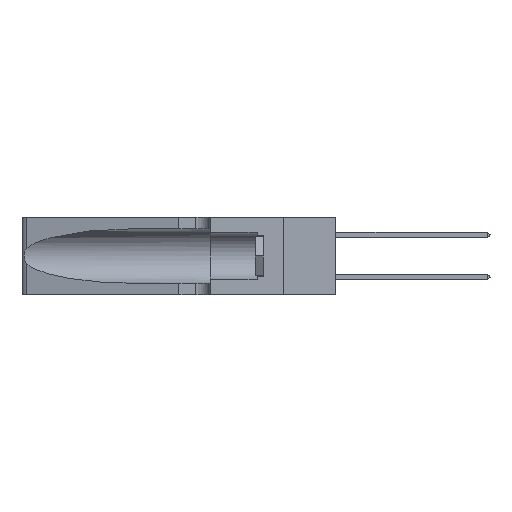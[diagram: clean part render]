
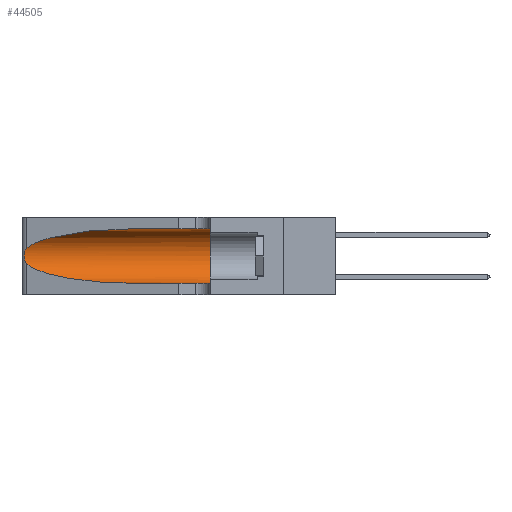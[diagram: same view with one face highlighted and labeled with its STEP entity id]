
A CAD part, left-side view. The second image highlights one B-rep face of the part: STEP entity #44505.
In plain terms, the highlighted cylindrical face has radius 3.308 mm (diameter 6.617 mm), a partial arc.
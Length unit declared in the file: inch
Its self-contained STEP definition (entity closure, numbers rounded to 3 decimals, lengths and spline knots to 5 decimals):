
#84 = CARTESIAN_POINT ( 'NONE',  ( 0.26017, 1.23833, 0.17102 ) ) ;
#202 = CIRCLE ( 'NONE', #41332, 0.13025 ) ;
#281 = EDGE_CURVE ( 'NONE', #44458, #37209, #202, .T. ) ;
#1934 = CARTESIAN_POINT ( 'NONE',  ( 0.1305, 1.61858, 0.185 ) ) ;
#2848 = DIRECTION ( 'NONE',  ( 0., 0., 1. ) ) ;
#3760 = CARTESIAN_POINT ( 'NONE',  ( 0.25789, 1.23486, 0.15765 ) ) ;
#3986 = EDGE_LOOP ( 'NONE', ( #8973, #14570, #30003, #42872, #12379, #20416 ) ) ;
#4953 = CARTESIAN_POINT ( 'NONE',  ( 0.25787, 1.23484, 0.2124 ) ) ;
#6886 = EDGE_CURVE ( 'NONE', #22840, #44458, #36891, .T. ) ;
#7280 = EDGE_CURVE ( 'NONE', #39504, #13755, #31922, .T. ) ;
#7318 = CARTESIAN_POINT ( 'NONE',  ( 0.25487, 1.22718, 0.14631 ) ) ;
#7445 = CARTESIAN_POINT ( 'NONE',  ( 0.25555, 1.22993, 0.14849 ) ) ;
#8608 = CARTESIAN_POINT ( 'NONE',  ( 0.26018, 1.23835, 0.19895 ) ) ;
#8973 = ORIENTED_EDGE ( 'NONE', *, *, #19922, .T. ) ;
#10961 = CARTESIAN_POINT ( 'NONE',  ( 0.18966, 0.96281, 0.05475 ) ) ;
#12085 = CARTESIAN_POINT ( 'NONE',  ( 0.25639, 1.23184, 0.21858 ) ) ;
#12233 = CARTESIAN_POINT ( 'NONE',  ( 0.25487, 1.22718, 0.14631 ) ) ;
#12379 = ORIENTED_EDGE ( 'NONE', *, *, #281, .F. ) ;
#12390 = CARTESIAN_POINT ( 'NONE',  ( 0.25487, 1.22718, 0.22369 ) ) ;
#13755 = VERTEX_POINT ( 'NONE', #12233 ) ;
#14456 = AXIS2_PLACEMENT_3D ( 'NONE', #1934, #19884, #27037 ) ;
#14570 = ORIENTED_EDGE ( 'NONE', *, *, #7280, .T. ) ;
#15660 = CARTESIAN_POINT ( 'NONE',  ( 0.1305, 1.61858, 0.05475 ) ) ;
#17419 = CARTESIAN_POINT ( 'NONE',  ( 0.25487, 1.22718, 0.22369 ) ) ;
#17511 = CYLINDRICAL_SURFACE ( 'NONE', #14456, 0.13025 ) ;
#18627 = FACE_OUTER_BOUND ( 'NONE', #3986, .T. ) ;
#19526 = EDGE_CURVE ( 'NONE', #13755, #28268, #44793, .T. ) ;
#19884 = DIRECTION ( 'NONE',  ( 0., -1., 0. ) ) ;
#19922 = EDGE_CURVE ( 'NONE', #22840, #39504, #36663, .T. ) ;
#20416 = ORIENTED_EDGE ( 'NONE', *, *, #6886, .F. ) ;
#22069 = CARTESIAN_POINT ( 'NONE',  ( 0.1305, 0.72297, 0.31525 ) ) ;
#22840 = VERTEX_POINT ( 'NONE', #22069 ) ;
#22859 = DIRECTION ( 'NONE',  ( 0., -1., 0. ) ) ;
#24243 = LINE ( 'NONE', #15660, #32461 ) ;
#24382 = DIRECTION ( 'NONE',  ( 0., 1., 0. ) ) ;
#25266 = CARTESIAN_POINT ( 'NONE',  ( 0.25856, 1.23593, 0.16098 ) ) ;
#26410 = CARTESIAN_POINT ( 'NONE',  ( 0.25487, 1.22718, 0.22369 ) ) ;
#26518 = VECTOR ( 'NONE', #45518, 39.37008 ) ;
#26579 = CARTESIAN_POINT ( 'NONE',  ( 0.18966, 0.96281, 0.31525 ) ) ;
#27037 = DIRECTION ( 'NONE',  ( 0., 0., -1. ) ) ;
#28268 = VERTEX_POINT ( 'NONE', #39310 ) ;
#28808 = CARTESIAN_POINT ( 'NONE',  ( 0.25639, 1.23186, 0.15144 ) ) ;
#29934 = CARTESIAN_POINT ( 'NONE',  ( 0.25854, 1.2359, 0.20912 ) ) ;
#30003 = ORIENTED_EDGE ( 'NONE', *, *, #19526, .T. ) ;
#30079 = CARTESIAN_POINT ( 'NONE',  ( 0.1305, 0.72297, 0.31525 ) ) ;
#31922 = B_SPLINE_CURVE_WITH_KNOTS ( 'NONE', 3,
 ( #26410, #36624, #12085, #4953, #29934, #8608, #33422, #41766, #84, #25266, #3760, #28808, #7445, #32314 ),
 .UNSPECIFIED., .F., .F.,
 ( 4, 2, 2, 2, 2, 2, 4 ),
 ( 0., 0.00027, 0.00053, 0.00107, 0.0016, 0.00187, 0.00214 ),
 .UNSPECIFIED. ) ;
#32189 = CARTESIAN_POINT ( 'NONE',  ( 0.2373, 1.15595, 0.08982 ) ) ;
#32314 = CARTESIAN_POINT ( 'NONE',  ( 0.25487, 1.22718, 0.14631 ) ) ;
#32461 = VECTOR ( 'NONE', #22859, 39.37008 ) ;
#33422 = CARTESIAN_POINT ( 'NONE',  ( 0.26075, 1.23896, 0.19203 ) ) ;
#33591 = CARTESIAN_POINT ( 'NONE',  ( 0.2373, 1.15595, 0.28018 ) ) ;
#35681 = CARTESIAN_POINT ( 'NONE',  ( 0.1305, 0.72297, 0.05475 ) ) ;
#36624 = CARTESIAN_POINT ( 'NONE',  ( 0.25555, 1.22994, 0.2215 ) ) ;
#36663 =( BOUNDED_CURVE ( )  B_SPLINE_CURVE ( 3, ( #30079, #26579, #33591, #12390 ),
 .UNSPECIFIED., .F., .F. ) 
 B_SPLINE_CURVE_WITH_KNOTS ( ( 4, 4 ),
 ( 1.5708, 2.84003 ),
 .UNSPECIFIED. ) 
 CURVE ( )  GEOMETRIC_REPRESENTATION_ITEM ( )  RATIONAL_B_SPLINE_CURVE ( ( 1., 0.87, 0.87, 1. ) ) 
 REPRESENTATION_ITEM ( '' )  );
#36891 = LINE ( 'NONE', #42020, #26518 ) ;
#37209 = VERTEX_POINT ( 'NONE', #42678 ) ;
#37264 = CARTESIAN_POINT ( 'NONE',  ( 0.1305, 0.35, 0.31525 ) ) ;
#39310 = CARTESIAN_POINT ( 'NONE',  ( 0.1305, 0.72297, 0.05475 ) ) ;
#39504 = VERTEX_POINT ( 'NONE', #17419 ) ;
#41332 = AXIS2_PLACEMENT_3D ( 'NONE', #45318, #24382, #2848 ) ;
#41766 = CARTESIAN_POINT ( 'NONE',  ( 0.26075, 1.23896, 0.178 ) ) ;
#42020 = CARTESIAN_POINT ( 'NONE',  ( 0.1305, 1.61858, 0.31525 ) ) ;
#42678 = CARTESIAN_POINT ( 'NONE',  ( 0.1305, 0.35, 0.05475 ) ) ;
#42872 = ORIENTED_EDGE ( 'NONE', *, *, #44375, .T. ) ;
#44375 = EDGE_CURVE ( 'NONE', #28268, #37209, #24243, .T. ) ;
#44458 = VERTEX_POINT ( 'NONE', #37264 ) ;
#44505 = ADVANCED_FACE ( 'NONE', ( #18627 ), #17511, .F. ) ;
#44793 =( BOUNDED_CURVE ( )  B_SPLINE_CURVE ( 3, ( #7318, #32189, #10961, #35681 ),
 .UNSPECIFIED., .F., .F. ) 
 B_SPLINE_CURVE_WITH_KNOTS ( ( 4, 4 ),
 ( 3.44316, 4.71239 ),
 .UNSPECIFIED. ) 
 CURVE ( )  GEOMETRIC_REPRESENTATION_ITEM ( )  RATIONAL_B_SPLINE_CURVE ( ( 1., 0.87, 0.87, 1. ) ) 
 REPRESENTATION_ITEM ( '' )  );
#45318 = CARTESIAN_POINT ( 'NONE',  ( 0.1305, 0.35, 0.185 ) ) ;
#45518 = DIRECTION ( 'NONE',  ( 0., -1., 0. ) ) ;
